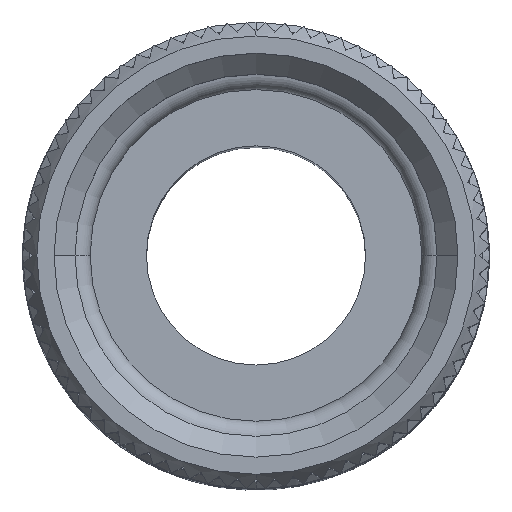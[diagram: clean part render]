
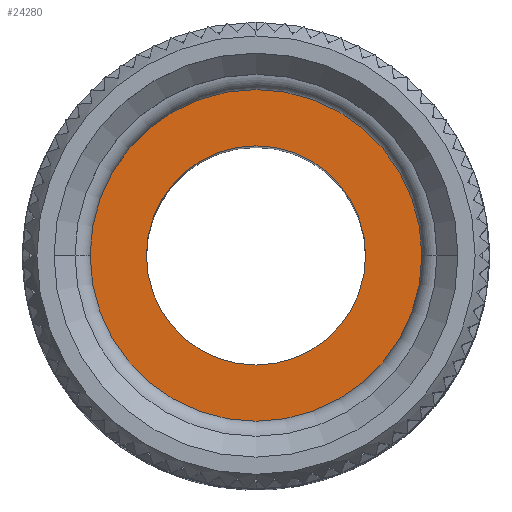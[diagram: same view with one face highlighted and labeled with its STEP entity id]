
A CAD part, top view. The second image highlights one B-rep face of the part: STEP entity #24280.
In plain terms, the highlighted planar face has unit normal (0, 0, 1).
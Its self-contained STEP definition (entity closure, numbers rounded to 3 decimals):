
#1010 = CARTESIAN_POINT ( 'NONE',  ( 0., 0., -6.95 ) ) ;
#1299 = ORIENTED_EDGE ( 'NONE', *, *, #4205, .T. ) ;
#1773 = AXIS2_PLACEMENT_3D ( 'NONE', #1010, #12496, #23985 ) ;
#2812 = CARTESIAN_POINT ( 'NONE',  ( -7.75, 0., -6.95 ) ) ;
#3227 = CARTESIAN_POINT ( 'NONE',  ( 0., 0., -6.95 ) ) ;
#3713 = VERTEX_POINT ( 'NONE', #12009 ) ;
#4205 = EDGE_CURVE ( 'NONE', #20729, #14838, #8157, .T. ) ;
#4276 = CARTESIAN_POINT ( 'NONE',  ( 0., 0., -6.95 ) ) ;
#5160 = DIRECTION ( 'NONE',  ( 1., 0., 0. ) ) ;
#5331 = CARTESIAN_POINT ( 'NONE',  ( 0., 0., -6.95 ) ) ;
#5882 = AXIS2_PLACEMENT_3D ( 'NONE', #4276, #17721, #6201 ) ;
#6201 = DIRECTION ( 'NONE',  ( 1., 0., 0. ) ) ;
#6962 = EDGE_LOOP ( 'NONE', ( #12620, #15743 ) ) ;
#7277 = DIRECTION ( 'NONE',  ( 1., 0., 0. ) ) ;
#7640 = DIRECTION ( 'NONE',  ( 0., 0., -1. ) ) ;
#8157 = CIRCLE ( 'NONE', #1773, 4.625 ) ;
#8524 = CIRCLE ( 'NONE', #16848, 4.625 ) ;
#8777 = VERTEX_POINT ( 'NONE', #2812 ) ;
#10706 = EDGE_CURVE ( 'NONE', #14838, #20729, #8524, .T. ) ;
#12009 = CARTESIAN_POINT ( 'NONE',  ( 7.75, 0., -6.95 ) ) ;
#12496 = DIRECTION ( 'NONE',  ( 0., 0., -1. ) ) ;
#12527 = FACE_BOUND ( 'NONE', #24519, .T. ) ;
#12620 = ORIENTED_EDGE ( 'NONE', *, *, #21354, .F. ) ;
#12788 = AXIS2_PLACEMENT_3D ( 'NONE', #17212, #7640, #21047 ) ;
#14838 = VERTEX_POINT ( 'NONE', #21833 ) ;
#15743 = ORIENTED_EDGE ( 'NONE', *, *, #17950, .F. ) ;
#16688 = DIRECTION ( 'NONE',  ( 0., 0., -1. ) ) ;
#16819 = CIRCLE ( 'NONE', #18039, 7.75 ) ;
#16848 = AXIS2_PLACEMENT_3D ( 'NONE', #5331, #18769, #7277 ) ;
#17212 = CARTESIAN_POINT ( 'NONE',  ( -4.625, 0., -6.95 ) ) ;
#17721 = DIRECTION ( 'NONE',  ( 0., 0., -1. ) ) ;
#17950 = EDGE_CURVE ( 'NONE', #8777, #3713, #19405, .T. ) ;
#18039 = AXIS2_PLACEMENT_3D ( 'NONE', #3227, #16688, #5160 ) ;
#18769 = DIRECTION ( 'NONE',  ( 0., 0., -1. ) ) ;
#19116 = PLANE ( 'NONE',  #12788 ) ;
#19405 = CIRCLE ( 'NONE', #5882, 7.75 ) ;
#20729 = VERTEX_POINT ( 'NONE', #22989 ) ;
#21047 = DIRECTION ( 'NONE',  ( 1., 0., 0. ) ) ;
#21354 = EDGE_CURVE ( 'NONE', #3713, #8777, #16819, .T. ) ;
#21833 = CARTESIAN_POINT ( 'NONE',  ( 4.625, 0., -6.95 ) ) ;
#22722 = FACE_OUTER_BOUND ( 'NONE', #6962, .T. ) ;
#22989 = CARTESIAN_POINT ( 'NONE',  ( -4.625, 0., -6.95 ) ) ;
#23985 = DIRECTION ( 'NONE',  ( 1., 0., 0. ) ) ;
#24280 = ADVANCED_FACE ( 'NONE', ( #22722, #12527 ), #19116, .F. ) ;
#24519 = EDGE_LOOP ( 'NONE', ( #24893, #1299 ) ) ;
#24893 = ORIENTED_EDGE ( 'NONE', *, *, #10706, .T. ) ;
